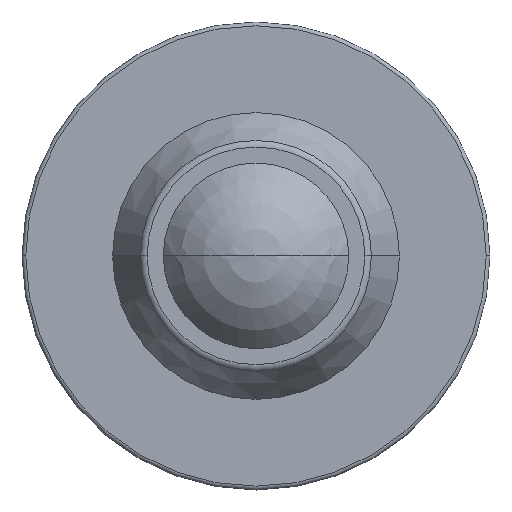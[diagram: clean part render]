
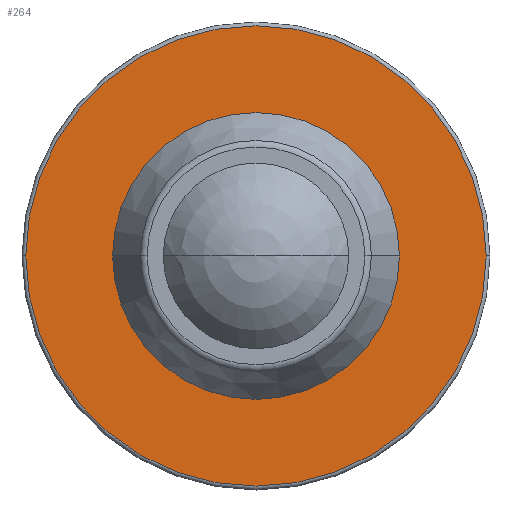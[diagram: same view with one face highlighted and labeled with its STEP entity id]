
A CAD part, top view. The second image highlights one B-rep face of the part: STEP entity #264.
In plain terms, the highlighted planar face has unit normal (0, 0, 1).
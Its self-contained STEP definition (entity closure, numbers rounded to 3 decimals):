
#112=EDGE_CURVE('',#254,#252,#293,.T.);
#120=EDGE_CURVE('',#238,#236,#301,.T.);
#154=EDGE_CURVE('',#236,#238,#337,.T.);
#206=EDGE_CURVE('',#252,#254,#397,.T.);
#236=VERTEX_POINT('',#433);
#238=VERTEX_POINT('',#435);
#252=VERTEX_POINT('',#452);
#254=VERTEX_POINT('',#454);
#264=ADVANCED_FACE('',(#465,#466),#467,.T.);
#293=CIRCLE('',#489,15.25);
#301=CIRCLE('',#499,9.5);
#337=CIRCLE('',#548,9.5);
#397=CIRCLE('',#620,15.25);
#433=CARTESIAN_POINT('',(-9.5,0.,2.8));
#435=CARTESIAN_POINT('',(9.5,0.,2.8));
#452=CARTESIAN_POINT('',(15.25,0.,2.8));
#454=CARTESIAN_POINT('',(-15.25,0.,2.8));
#465=FACE_OUTER_BOUND('',#700,.T.);
#466=FACE_BOUND('',#701,.T.);
#467=PLANE('',#702);
#489=AXIS2_PLACEMENT_3D('',#723,#724,#725);
#499=AXIS2_PLACEMENT_3D('',#729,#730,#731);
#548=AXIS2_PLACEMENT_3D('',#774,#775,#776);
#620=AXIS2_PLACEMENT_3D('',#865,#866,#867);
#700=EDGE_LOOP('',(#958,#959));
#701=EDGE_LOOP('',(#960,#961));
#702=AXIS2_PLACEMENT_3D('',#962,#963,#964);
#723=CARTESIAN_POINT('',(0.,0.,2.8));
#724=DIRECTION('',(-0.0,0.0,-1.0));
#725=DIRECTION('',(-1.0,0.,0.0));
#729=CARTESIAN_POINT('',(0.,0.,2.8));
#730=DIRECTION('',(-0.0,0.0,-1.0));
#731=DIRECTION('',(-1.0,0.,0.0));
#774=CARTESIAN_POINT('',(0.,0.,2.8));
#775=DIRECTION('',(-0.0,0.0,-1.0));
#776=DIRECTION('',(-1.0,0.,0.0));
#865=CARTESIAN_POINT('',(0.,0.,2.8));
#866=DIRECTION('',(-0.0,0.0,-1.0));
#867=DIRECTION('',(-1.0,0.,0.0));
#958=ORIENTED_EDGE('',*,*,#112,.F.);
#959=ORIENTED_EDGE('',*,*,#206,.F.);
#960=ORIENTED_EDGE('',*,*,#154,.T.);
#961=ORIENTED_EDGE('',*,*,#120,.T.);
#962=CARTESIAN_POINT('',(-12.375,0.,2.8));
#963=DIRECTION('',(0.0,0.0,1.0));
#964=DIRECTION('',(-1.0,0.,0.0));
